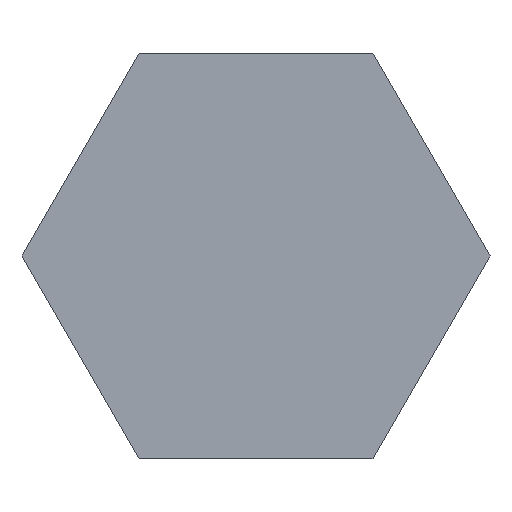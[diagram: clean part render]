
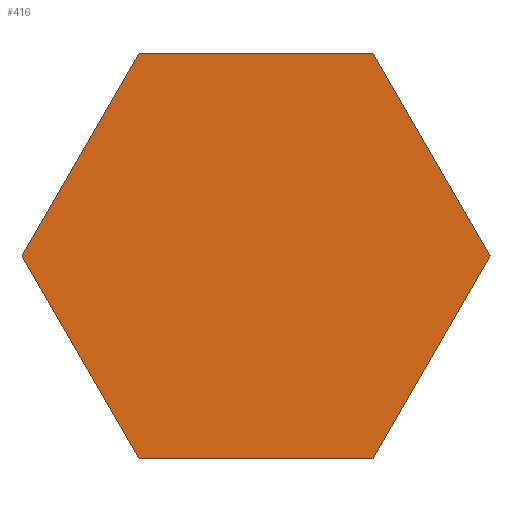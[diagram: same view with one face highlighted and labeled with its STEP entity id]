
A CAD part, front view. The second image highlights one B-rep face of the part: STEP entity #416.
In plain terms, the highlighted planar face has unit normal (0, -1, 0).
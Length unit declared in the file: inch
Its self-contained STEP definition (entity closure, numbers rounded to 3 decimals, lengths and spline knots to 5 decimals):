
#3 = DIRECTION ( 'NONE',  ( 1., 0., 0. ) ) ;
#35 = DIRECTION ( 'NONE',  ( -0.5, 0., 0.866 ) ) ;
#83 = CARTESIAN_POINT ( 'NONE',  ( 0.21651, 0., 0. ) ) ;
#85 = DIRECTION ( 'NONE',  ( -1., 0., 0. ) ) ;
#93 = EDGE_CURVE ( 'NONE', #290, #634, #262, .T. ) ;
#106 = CARTESIAN_POINT ( 'NONE',  ( -0.10825, 0., 0.1875 ) ) ;
#122 = CARTESIAN_POINT ( 'NONE',  ( -0.21651, 0., 0. ) ) ;
#129 = ORIENTED_EDGE ( 'NONE', *, *, #655, .F. ) ;
#157 = CARTESIAN_POINT ( 'NONE',  ( -0.10825, 0., 0.1875 ) ) ;
#174 = DIRECTION ( 'NONE',  ( 0., 0., 1. ) ) ;
#175 = CARTESIAN_POINT ( 'NONE',  ( 0.10825, 0., 0.1875 ) ) ;
#200 = CARTESIAN_POINT ( 'NONE',  ( -0.21651, 0., 0. ) ) ;
#218 = DIRECTION ( 'NONE',  ( 0.5, 0., 0.866 ) ) ;
#252 = ORIENTED_EDGE ( 'NONE', *, *, #368, .F. ) ;
#261 = DIRECTION ( 'NONE',  ( -0.5, 0., -0.866 ) ) ;
#262 = LINE ( 'NONE', #106, #500 ) ;
#275 = VECTOR ( 'NONE', #35, 39.37008 ) ;
#289 = VECTOR ( 'NONE', #261, 39.37008 ) ;
#290 = VERTEX_POINT ( 'NONE', #157 ) ;
#304 = VECTOR ( 'NONE', #218, 39.37008 ) ;
#307 = ORIENTED_EDGE ( 'NONE', *, *, #507, .F. ) ;
#312 = CARTESIAN_POINT ( 'NONE',  ( -0.10825, 0., -0.1875 ) ) ;
#314 = LINE ( 'NONE', #175, #559 ) ;
#347 = LINE ( 'NONE', #478, #289 ) ;
#366 = EDGE_LOOP ( 'NONE', ( #252, #667, #527, #307, #129, #618 ) ) ;
#367 = CARTESIAN_POINT ( 'NONE',  ( 0.10825, 0., -0.1875 ) ) ;
#368 = EDGE_CURVE ( 'NONE', #634, #384, #314, .T. ) ;
#384 = VERTEX_POINT ( 'NONE', #409 ) ;
#386 = VERTEX_POINT ( 'NONE', #122 ) ;
#391 = LINE ( 'NONE', #200, #304 ) ;
#395 = EDGE_CURVE ( 'NONE', #386, #290, #391, .T. ) ;
#397 = EDGE_CURVE ( 'NONE', #384, #421, #347, .T. ) ;
#409 = CARTESIAN_POINT ( 'NONE',  ( 0.21651, 0., 0. ) ) ;
#410 = VECTOR ( 'NONE', #85, 39.37008 ) ;
#416 = ADVANCED_FACE ( 'NONE', ( #582 ), #541, .F. ) ;
#421 = VERTEX_POINT ( 'NONE', #611 ) ;
#427 = LINE ( 'NONE', #312, #275 ) ;
#440 = AXIS2_PLACEMENT_3D ( 'NONE', #83, #483, #174 ) ;
#478 = CARTESIAN_POINT ( 'NONE',  ( 0.21651, 0., 0. ) ) ;
#483 = DIRECTION ( 'NONE',  ( 0., 1., 0. ) ) ;
#486 = CARTESIAN_POINT ( 'NONE',  ( 0.10825, 0., 0.1875 ) ) ;
#499 = LINE ( 'NONE', #367, #410 ) ;
#500 = VECTOR ( 'NONE', #3, 39.37008 ) ;
#507 = EDGE_CURVE ( 'NONE', #605, #386, #427, .T. ) ;
#527 = ORIENTED_EDGE ( 'NONE', *, *, #395, .F. ) ;
#541 = PLANE ( 'NONE',  #440 ) ;
#546 = DIRECTION ( 'NONE',  ( 0.5, 0., -0.866 ) ) ;
#559 = VECTOR ( 'NONE', #546, 39.37008 ) ;
#582 = FACE_OUTER_BOUND ( 'NONE', #366, .T. ) ;
#605 = VERTEX_POINT ( 'NONE', #668 ) ;
#611 = CARTESIAN_POINT ( 'NONE',  ( 0.10825, 0., -0.1875 ) ) ;
#618 = ORIENTED_EDGE ( 'NONE', *, *, #397, .F. ) ;
#634 = VERTEX_POINT ( 'NONE', #486 ) ;
#655 = EDGE_CURVE ( 'NONE', #421, #605, #499, .T. ) ;
#667 = ORIENTED_EDGE ( 'NONE', *, *, #93, .F. ) ;
#668 = CARTESIAN_POINT ( 'NONE',  ( -0.10825, 0., -0.1875 ) ) ;
